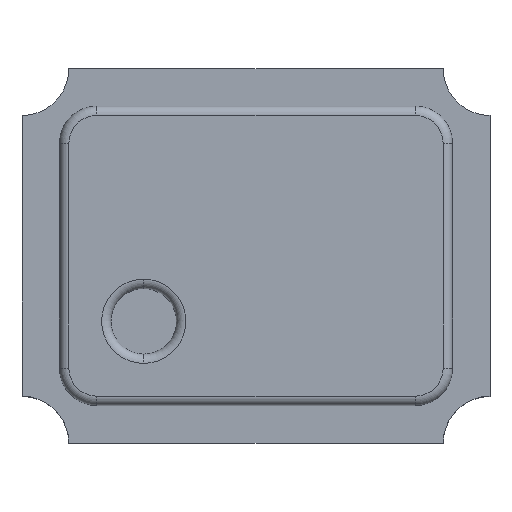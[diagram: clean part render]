
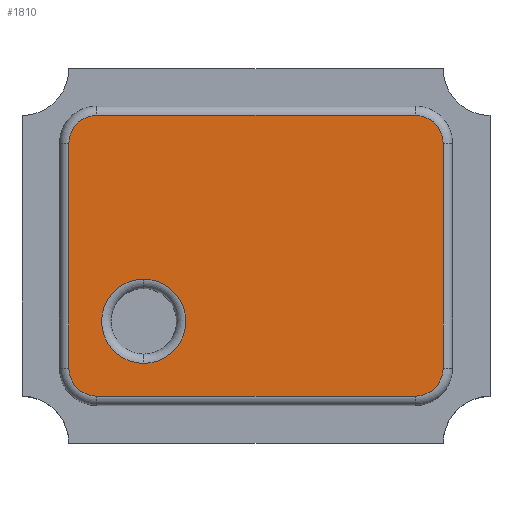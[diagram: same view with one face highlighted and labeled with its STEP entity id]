
A CAD part, top view. The second image highlights one B-rep face of the part: STEP entity #1810.
In plain terms, the highlighted planar face has unit normal (0, 0, 1).
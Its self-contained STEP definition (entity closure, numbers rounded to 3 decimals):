
#1633 = CARTESIAN_POINT ( 'NONE',  ( -0.85, -0.75, 1. ) ) ;
#1634 = VERTEX_POINT ( 'NONE', #1633 ) ;
#1642 = CARTESIAN_POINT ( 'NONE',  ( -1., -0.6, 1. ) ) ;
#1643 = VERTEX_POINT ( 'NONE', #1642 ) ;
#1644 = CARTESIAN_POINT ( 'NONE',  ( -0.85, -0.6, 1. ) ) ;
#1645 = DIRECTION ( 'NONE',  ( 0., 0., 1. ) ) ;
#1646 = DIRECTION ( 'NONE',  ( 0., -1., 0. ) ) ;
#1647 = AXIS2_PLACEMENT_3D ( 'NONE', #1644, #1645, #1646 ) ;
#1648 = CIRCLE ( 'NONE', #1647, 0.15) ;
#1649 = EDGE_CURVE ( 'NONE', #1643, #1634, #1648, .T. ) ;
#1669 = CARTESIAN_POINT ( 'NONE',  ( 1., -0.6, 1. ) ) ;
#1670 = VERTEX_POINT ( 'NONE', #1669 ) ;
#1678 = CARTESIAN_POINT ( 'NONE',  ( 0.85, -0.75, 1. ) ) ;
#1679 = VERTEX_POINT ( 'NONE', #1678 ) ;
#1680 = CARTESIAN_POINT ( 'NONE',  ( 0.85, -0.6, 1. ) ) ;
#1681 = DIRECTION ( 'NONE',  ( 0., 0., 1. ) ) ;
#1682 = DIRECTION ( 'NONE',  ( 0., -1., 0. ) ) ;
#1683 = AXIS2_PLACEMENT_3D ( 'NONE', #1680, #1681, #1682 ) ;
#1684 = CIRCLE ( 'NONE', #1683, 0.15) ;
#1685 = EDGE_CURVE ( 'NONE', #1679, #1670, #1684, .T. ) ;
#1735 = CARTESIAN_POINT ( 'NONE',  ( -0.6, -0.575, 1. ) ) ;
#1736 = VERTEX_POINT ( 'NONE', #1735 ) ;
#1737 = CARTESIAN_POINT ( 'NONE',  ( -0.6, -0.125, 1. ) ) ;
#1738 = VERTEX_POINT ( 'NONE', #1737 ) ;
#1739 = CARTESIAN_POINT ( 'NONE',  ( -0.6, -0.35, 1. ) ) ;
#1740 = DIRECTION ( 'NONE',  ( 0., 0., -1. ) ) ;
#1741 = DIRECTION ( 'NONE',  ( 0., -1., 0. ) ) ;
#1742 = AXIS2_PLACEMENT_3D ( 'NONE', #1739, #1740, #1741 ) ;
#1743 = CIRCLE ( 'NONE', #1742, 0.225) ;
#1744 = EDGE_CURVE ( 'NONE', #1736, #1738, #1743, .T. ) ;
#1745 = ORIENTED_EDGE ( 'NONE', *, *, #1744, .T. ) ;
#1746 = CARTESIAN_POINT ( 'NONE',  ( -0.6, -0.35, 1. ) ) ;
#1747 = DIRECTION ( 'NONE',  ( 0., 0., -1. ) ) ;
#1748 = DIRECTION ( 'NONE',  ( 0., -1., 0. ) ) ;
#1749 = AXIS2_PLACEMENT_3D ( 'NONE', #1746, #1747, #1748 ) ;
#1750 = CIRCLE ( 'NONE', #1749, 0.225) ;
#1751 = EDGE_CURVE ( 'NONE', #1738, #1736, #1750, .T. ) ;
#1752 = ORIENTED_EDGE ( 'NONE', *, *, #1751, .T. ) ;
#1753 = EDGE_LOOP ( 'NONE', ( #1745, #1752 ) ) ;
#1754 = FACE_BOUND ( 'NONE', #1753, .T. ) ;
#1755 = CARTESIAN_POINT ( 'NONE',  ( -0.85, 0.75, 1. ) ) ;
#1756 = VERTEX_POINT ( 'NONE', #1755 ) ;
#1757 = CARTESIAN_POINT ( 'NONE',  ( -1., 0.6, 1. ) ) ;
#1758 = VERTEX_POINT ( 'NONE', #1757 ) ;
#1759 = CARTESIAN_POINT ( 'NONE',  ( -0.85, 0.6, 1. ) ) ;
#1760 = DIRECTION ( 'NONE',  ( 0., 0., 1. ) ) ;
#1761 = DIRECTION ( 'NONE',  ( 0., -1., 0. ) ) ;
#1762 = AXIS2_PLACEMENT_3D ( 'NONE', #1759, #1760, #1761 ) ;
#1763 = CIRCLE ( 'NONE', #1762, 0.15) ;
#1764 = EDGE_CURVE ( 'NONE', #1756, #1758, #1763, .T. ) ;
#1765 = ORIENTED_EDGE ( 'NONE', *, *, #1764, .T. ) ;
#1766 = CARTESIAN_POINT ( 'NONE',  ( -1., -0.6, 1. ) ) ;
#1767 = DIRECTION ( 'NONE',  ( 0., -1., 0. ) ) ;
#1768 = VECTOR ( 'NONE', #1767, 1000. ) ;
#1769 = LINE ( 'NONE', #1766, #1768 ) ;
#1770 = EDGE_CURVE ( 'NONE', #1758, #1643, #1769, .T. ) ;
#1771 = ORIENTED_EDGE ( 'NONE', *, *, #1770, .T. ) ;
#1772 = ORIENTED_EDGE ( 'NONE', *, *, #1649, .T. ) ;
#1773 = CARTESIAN_POINT ( 'NONE',  ( 0.85, -0.75, 1. ) ) ;
#1774 = DIRECTION ( 'NONE',  ( 1., 0., 0. ) ) ;
#1775 = VECTOR ( 'NONE', #1774, 1000. ) ;
#1776 = LINE ( 'NONE', #1773, #1775 ) ;
#1777 = EDGE_CURVE ( 'NONE', #1634, #1679, #1776, .T. ) ;
#1778 = ORIENTED_EDGE ( 'NONE', *, *, #1777, .T. ) ;
#1779 = ORIENTED_EDGE ( 'NONE', *, *, #1685, .T. ) ;
#1780 = CARTESIAN_POINT ( 'NONE',  ( 1., 0.6, 1. ) ) ;
#1781 = VERTEX_POINT ( 'NONE', #1780 ) ;
#1782 = CARTESIAN_POINT ( 'NONE',  ( 1., 0.6, 1. ) ) ;
#1783 = DIRECTION ( 'NONE',  ( 0., 1., 0. ) ) ;
#1784 = VECTOR ( 'NONE', #1783, 1000. ) ;
#1785 = LINE ( 'NONE', #1782, #1784 ) ;
#1786 = EDGE_CURVE ( 'NONE', #1670, #1781, #1785, .T. ) ;
#1787 = ORIENTED_EDGE ( 'NONE', *, *, #1786, .T. ) ;
#1788 = CARTESIAN_POINT ( 'NONE',  ( 0.85, 0.75, 1. ) ) ;
#1789 = VERTEX_POINT ( 'NONE', #1788 ) ;
#1790 = CARTESIAN_POINT ( 'NONE',  ( 0.85, 0.6, 1. ) ) ;
#1791 = DIRECTION ( 'NONE',  ( 0., 0., 1. ) ) ;
#1792 = DIRECTION ( 'NONE',  ( 0., -1., 0. ) ) ;
#1793 = AXIS2_PLACEMENT_3D ( 'NONE', #1790, #1791, #1792 ) ;
#1794 = CIRCLE ( 'NONE', #1793, 0.15) ;
#1795 = EDGE_CURVE ( 'NONE', #1781, #1789, #1794, .T. ) ;
#1796 = ORIENTED_EDGE ( 'NONE', *, *, #1795, .T. ) ;
#1797 = CARTESIAN_POINT ( 'NONE',  ( -0.85, 0.75, 1. ) ) ;
#1798 = DIRECTION ( 'NONE',  ( -1., 0., 0. ) ) ;
#1799 = VECTOR ( 'NONE', #1798, 1000. ) ;
#1800 = LINE ( 'NONE', #1797, #1799 ) ;
#1801 = EDGE_CURVE ( 'NONE', #1789, #1756, #1800, .T. ) ;
#1802 = ORIENTED_EDGE ( 'NONE', *, *, #1801, .T. ) ;
#1803 = EDGE_LOOP ( 'NONE', ( #1765, #1771, #1772, #1778, #1779, #1787, #1796, #1802 ) ) ;
#1804 = FACE_OUTER_BOUND ( 'NONE', #1803, .T. ) ;
#1805 = CARTESIAN_POINT ( 'NONE',  ( -0.85, -0.6, 1. ) ) ;
#1806 = DIRECTION ( 'NONE',  ( 0., 0., 1. ) ) ;
#1807 = DIRECTION ( 'NONE',  ( 0., -1., 0. ) ) ;
#1808 = AXIS2_PLACEMENT_3D ( 'NONE', #1805, #1806, #1807 ) ;
#1809 = PLANE ( 'NONE', #1808 ) ;
#1810 = ADVANCED_FACE ( 'NONE', ( #1754, #1804 ), #1809, .T. ) ;
